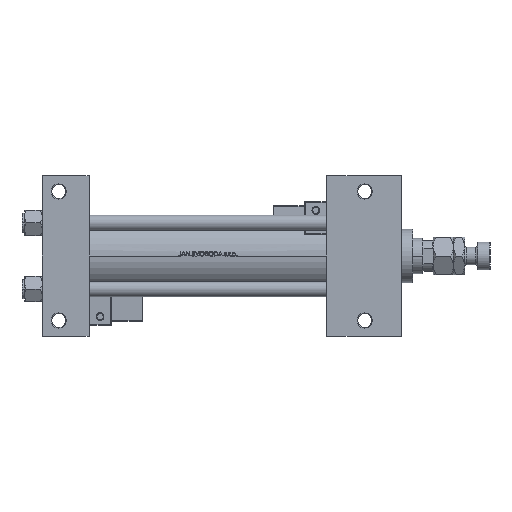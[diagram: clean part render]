
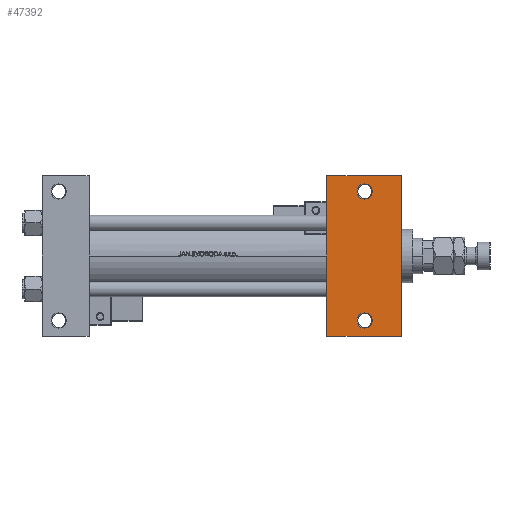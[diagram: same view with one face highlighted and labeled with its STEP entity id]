
A CAD part, front view. The second image highlights one B-rep face of the part: STEP entity #47392.
In plain terms, the highlighted face is planar.
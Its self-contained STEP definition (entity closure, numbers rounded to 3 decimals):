
#32 = DIRECTION ( 'NONE',  ( -1., 0., 0. ) ) ;
#74 = EDGE_LOOP ( 'NONE', ( #12143, #51294, #19633, #28781 ) ) ;
#167 = EDGE_LOOP ( 'NONE', ( #16911, #42543 ) ) ;
#186 = EDGE_CURVE ( 'NONE', #19474, #25908, #23796, .T. ) ;
#1146 = CARTESIAN_POINT ( 'NONE',  ( 225., 63.5, -37.5 ) ) ;
#1546 = DIRECTION ( 'NONE',  ( -1., 0., 0. ) ) ;
#2528 = LINE ( 'NONE', #47481, #18926 ) ;
#3772 = DIRECTION ( 'NONE',  ( 0., 0., -1. ) ) ;
#3903 = EDGE_CURVE ( 'NONE', #45618, #15442, #31622, .T. ) ;
#7701 = CARTESIAN_POINT ( 'NONE',  ( 225., -63.5, -37.5 ) ) ;
#7755 = DIRECTION ( 'NONE',  ( -1., 0., 0. ) ) ;
#8072 = DIRECTION ( 'NONE',  ( 0., -1., 0. ) ) ;
#8718 = CARTESIAN_POINT ( 'NONE',  ( 284., 63.5, -37.5 ) ) ;
#8978 = VECTOR ( 'NONE', #19254, 1000. ) ;
#9679 = EDGE_LOOP ( 'NONE', ( #43388, #46269 ) ) ;
#10918 = LINE ( 'NONE', #7701, #33197 ) ;
#11285 = CARTESIAN_POINT ( 'NONE',  ( 255., -51., -37.5 ) ) ;
#11792 = FACE_BOUND ( 'NONE', #9679, .T. ) ;
#11815 = LINE ( 'NONE', #35615, #16241 ) ;
#12143 = ORIENTED_EDGE ( 'NONE', *, *, #21617, .F. ) ;
#12827 = AXIS2_PLACEMENT_3D ( 'NONE', #46233, #33376, #1546 ) ;
#13506 = AXIS2_PLACEMENT_3D ( 'NONE', #49750, #45736, #16320 ) ;
#13992 = CARTESIAN_POINT ( 'NONE',  ( 249.001, -51., -37.5 ) ) ;
#15442 = VERTEX_POINT ( 'NONE', #13992 ) ;
#15729 = DIRECTION ( 'NONE',  ( -1., 0., 0. ) ) ;
#16241 = VECTOR ( 'NONE', #8072, 1000. ) ;
#16320 = DIRECTION ( 'NONE',  ( -1., 0., 0. ) ) ;
#16911 = ORIENTED_EDGE ( 'NONE', *, *, #49615, .T. ) ;
#18926 = VECTOR ( 'NONE', #52557, 1000. ) ;
#19254 = DIRECTION ( 'NONE',  ( 0., -1., 0. ) ) ;
#19474 = VERTEX_POINT ( 'NONE', #22081 ) ;
#19600 = AXIS2_PLACEMENT_3D ( 'NONE', #44428, #3772, #40658 ) ;
#19633 = ORIENTED_EDGE ( 'NONE', *, *, #51910, .T. ) ;
#21617 = EDGE_CURVE ( 'NONE', #26246, #30018, #48689, .T. ) ;
#22081 = CARTESIAN_POINT ( 'NONE',  ( 249.001, 51., -37.5 ) ) ;
#23796 = CIRCLE ( 'NONE', #13506, 5.999 ) ;
#24327 = PLANE ( 'NONE',  #19600 ) ;
#25691 = CIRCLE ( 'NONE', #40244, 5.999 ) ;
#25908 = VERTEX_POINT ( 'NONE', #43048 ) ;
#26246 = VERTEX_POINT ( 'NONE', #1146 ) ;
#26702 = EDGE_CURVE ( 'NONE', #25908, #19474, #32107, .T. ) ;
#26935 = AXIS2_PLACEMENT_3D ( 'NONE', #52698, #44657, #7755 ) ;
#28098 = DIRECTION ( 'NONE',  ( 0., 0., 1. ) ) ;
#28352 = FACE_OUTER_BOUND ( 'NONE', #74, .T. ) ;
#28781 = ORIENTED_EDGE ( 'NONE', *, *, #33466, .T. ) ;
#29024 = CARTESIAN_POINT ( 'NONE',  ( 225., -63.5, -37.5 ) ) ;
#29708 = CARTESIAN_POINT ( 'NONE',  ( 284., -63.5, -37.5 ) ) ;
#30018 = VERTEX_POINT ( 'NONE', #29024 ) ;
#31622 = CIRCLE ( 'NONE', #12827, 5.999 ) ;
#32107 = CIRCLE ( 'NONE', #26935, 5.999 ) ;
#32320 = VERTEX_POINT ( 'NONE', #29708 ) ;
#33197 = VECTOR ( 'NONE', #15729, 1000. ) ;
#33376 = DIRECTION ( 'NONE',  ( 0., 0., 1. ) ) ;
#33466 = EDGE_CURVE ( 'NONE', #32320, #30018, #10918, .T. ) ;
#35615 = CARTESIAN_POINT ( 'NONE',  ( 284., 37.5, -37.5 ) ) ;
#36968 = VERTEX_POINT ( 'NONE', #8718 ) ;
#40244 = AXIS2_PLACEMENT_3D ( 'NONE', #11285, #28098, #32 ) ;
#40658 = DIRECTION ( 'NONE',  ( -1., 0., 0. ) ) ;
#42543 = ORIENTED_EDGE ( 'NONE', *, *, #3903, .T. ) ;
#42852 = EDGE_CURVE ( 'NONE', #26246, #36968, #2528, .T. ) ;
#43048 = CARTESIAN_POINT ( 'NONE',  ( 261., 51., -37.5 ) ) ;
#43388 = ORIENTED_EDGE ( 'NONE', *, *, #186, .T. ) ;
#44428 = CARTESIAN_POINT ( 'NONE',  ( 284., 37.5, -37.5 ) ) ;
#44657 = DIRECTION ( 'NONE',  ( 0., 0., 1. ) ) ;
#45585 = CARTESIAN_POINT ( 'NONE',  ( 261., -51., -37.5 ) ) ;
#45618 = VERTEX_POINT ( 'NONE', #45585 ) ;
#45736 = DIRECTION ( 'NONE',  ( 0., 0., 1. ) ) ;
#46233 = CARTESIAN_POINT ( 'NONE',  ( 255., -51., -37.5 ) ) ;
#46269 = ORIENTED_EDGE ( 'NONE', *, *, #26702, .T. ) ;
#47392 = ADVANCED_FACE ( 'NONE', ( #11792, #48712, #28352 ), #24327, .T. ) ;
#47481 = CARTESIAN_POINT ( 'NONE',  ( 225., 63.5, -37.5 ) ) ;
#47897 = CARTESIAN_POINT ( 'NONE',  ( 225., 37.5, -37.5 ) ) ;
#48689 = LINE ( 'NONE', #47897, #8978 ) ;
#48712 = FACE_BOUND ( 'NONE', #167, .T. ) ;
#49615 = EDGE_CURVE ( 'NONE', #15442, #45618, #25691, .T. ) ;
#49750 = CARTESIAN_POINT ( 'NONE',  ( 255., 51., -37.5 ) ) ;
#51294 = ORIENTED_EDGE ( 'NONE', *, *, #42852, .T. ) ;
#51910 = EDGE_CURVE ( 'NONE', #36968, #32320, #11815, .T. ) ;
#52557 = DIRECTION ( 'NONE',  ( 1., 0., 0. ) ) ;
#52698 = CARTESIAN_POINT ( 'NONE',  ( 255., 51., -37.5 ) ) ;
